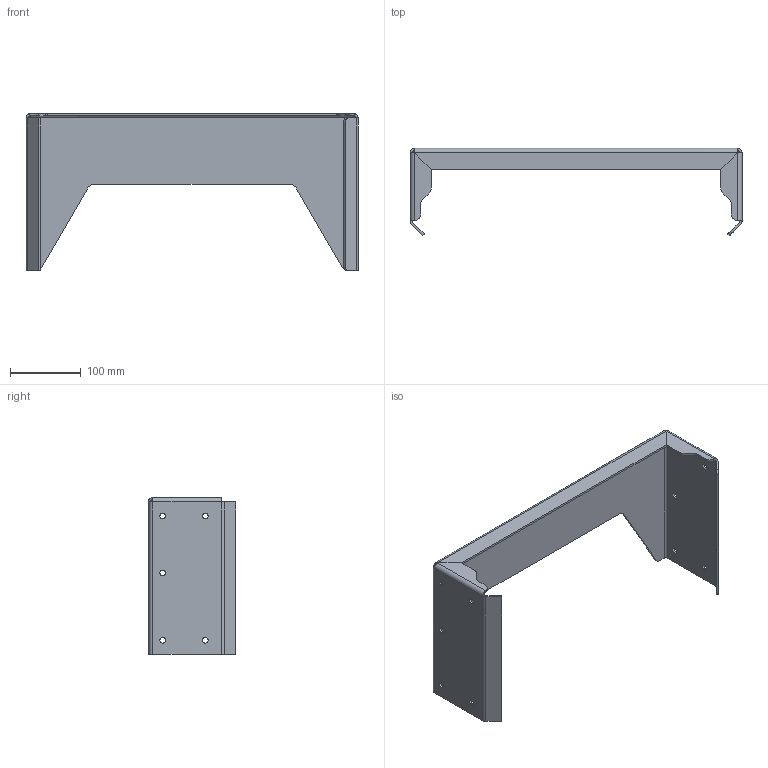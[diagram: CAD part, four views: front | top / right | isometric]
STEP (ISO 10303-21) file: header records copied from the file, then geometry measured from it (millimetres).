
FILE_DESCRIPTION( ( 'Unknown' ), '1' );
FILE_NAME( 'Endstück.stp', 'Unknown', ( 'Unknown' ), ( 'Unknown' ), 'PSStep 17.0.49', 'Unknown', ' ' );
FILE_SCHEMA( ( 'AUTOMOTIVE_DESIGN { 1 0 10303 214 1 1 1 1 }' ) );
Length unit declared in the file: millimetre
Products named in the file (1): 1
Bounding box: 468 x 122.68 x 221.3 mm (x, y, z)
Volume: 383403.7 mm3; surface area: 262642.6 mm2
Topology: 1 solids, 1 shells, 80 faces, 202 edges, 124 vertices
Faces by surface type: plane 40, cylinder 36, bspline 4
Full cylindrical faces by diameter (mm): 8 x10
Entity records: 3240 total; most frequent: CARTESIAN_POINT 661, DIRECTION 394, ORIENTED_EDGE 384, EDGE_CURVE 192, AXIS2_PLACEMENT_3D 141, VERTEX_POINT 124, LINE 112, VECTOR 112
